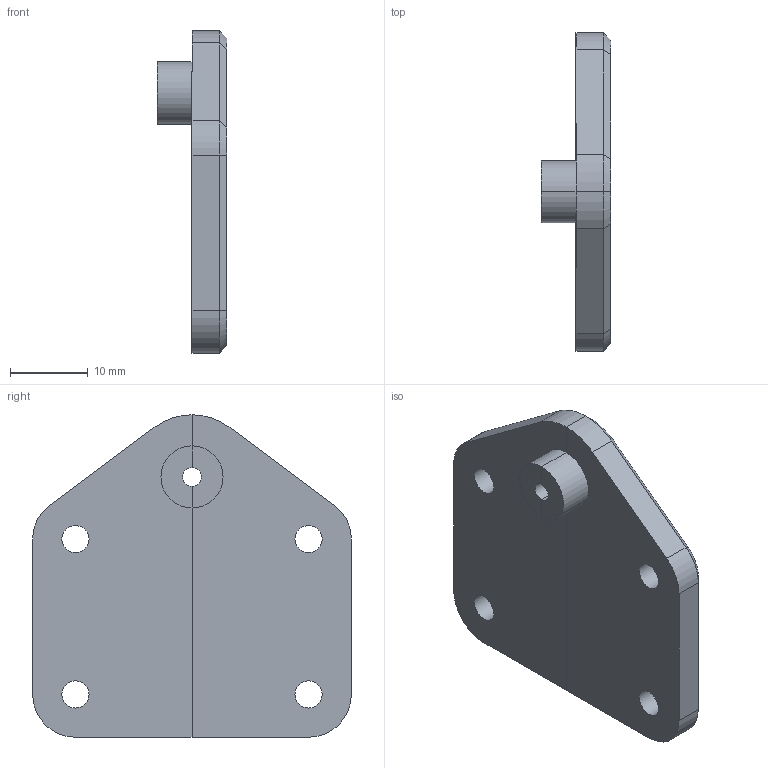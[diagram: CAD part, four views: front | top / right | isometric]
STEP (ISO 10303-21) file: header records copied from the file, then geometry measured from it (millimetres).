
FILE_DESCRIPTION(('FreeCAD Model'),'2;1');
FILE_NAME('Open CASCADE Shape Model','2023-09-21T10:04:54',('Author'),( ''),'Open CASCADE STEP processor 7.6','FreeCAD','Unknown');
FILE_SCHEMA(('AUTOMOTIVE_DESIGN { 1 0 10303 214 1 1 1 1 }'));
Length unit declared in the file: millimetre
Products named in the file (3): fork_bearing_clamp_dummy; Body017 (Mirror #10); Body018 (Mirror #11)
Assembly tree (2 placements, depth 2):
  fork_bearing_clamp_dummy
    Body017 (Mirror #10)
    Body018 (Mirror #11)
Bounding box: 9 x 41 x 41.5 mm (x, y, z)
Volume: 6461.2 mm3; surface area: 4142.3 mm2
Topology: 2 solids, 2 shells, 46 faces, 112 edges, 70 vertices
Faces by surface type: plane 26, cylinder 14, cone 6
Full cylindrical faces by diameter (mm): 3.5 x4
Entity records: 1420 total; most frequent: DIRECTION 244, CARTESIAN_POINT 231, ORIENTED_EDGE 224, EDGE_CURVE 112, AXIS2_PLACEMENT_3D 83, LINE 78, VECTOR 78, VERTEX_POINT 70
